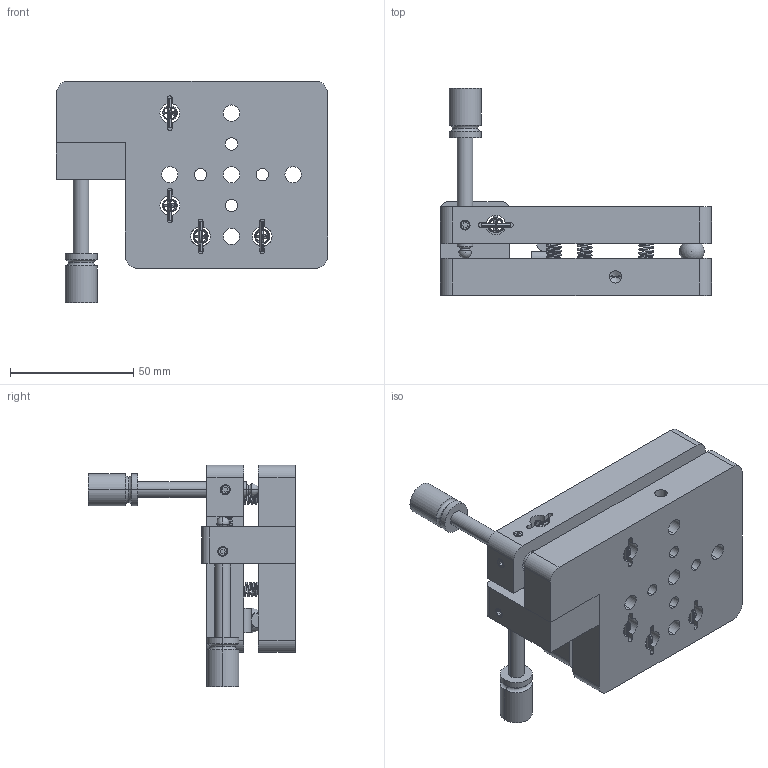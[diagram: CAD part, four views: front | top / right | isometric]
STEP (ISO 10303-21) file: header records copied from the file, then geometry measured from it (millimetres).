
FILE_DESCRIPTION (( 'STEP AP203' ), '1' );
FILE_NAME ('05TRP-1M.STEP', '2016-04-21T02:59:18', ( '' ), ( '' ), 'SwSTEP 2.0', 'SolidWorks 2016', '' );
FILE_SCHEMA (( 'CONFIG_CONTROL_DESIGN' ));
Length unit declared in the file: millimetre
Products named in the file (1): 05TRP-1M
Bounding box: 110 x 84.04 x 90 mm (x, y, z)
Volume: 200573.1 mm3; surface area: 64666.8 mm2
Topology: 30 solids, 30 shells, 547 faces, 1321 edges, 838 vertices
Faces by surface type: cylinder 229, plane 190, torus 56, cone 34, bspline 30, sphere 8
Entity records: 37559 total; most frequent: CARTESIAN_POINT 24419, DIRECTION 2922, ORIENTED_EDGE 2580, EDGE_CURVE 1290, AXIS2_PLACEMENT_3D 1172, VERTEX_POINT 825, EDGE_LOOP 655, CIRCLE 654
